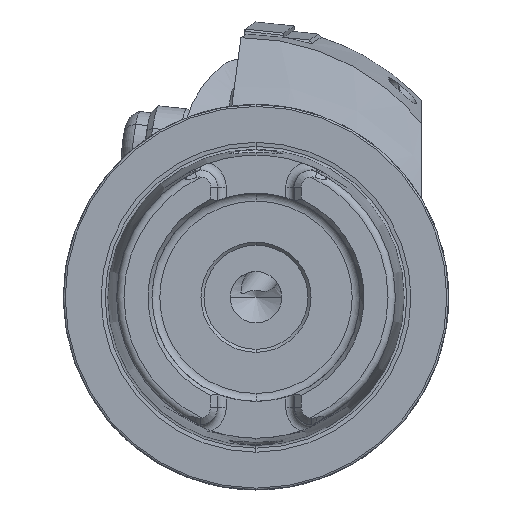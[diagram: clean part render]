
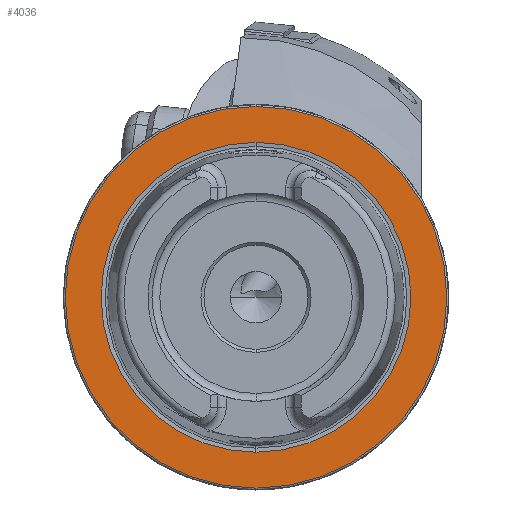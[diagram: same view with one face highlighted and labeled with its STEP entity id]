
A CAD part, left-side view. The second image highlights one B-rep face of the part: STEP entity #4036.
In plain terms, the highlighted planar face has unit normal (-1, 0, 0).
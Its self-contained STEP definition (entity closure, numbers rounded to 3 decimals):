
#417 = CARTESIAN_POINT ( 'NONE',  ( 0., 0., -25.324 ) ) ;
#679 = DIRECTION ( 'NONE',  ( 0., 0., 1. ) ) ;
#731 = AXIS2_PLACEMENT_3D ( 'NONE', #8267, #15252, #14057 ) ;
#2543 = FACE_OUTER_BOUND ( 'NONE', #16887, .T. ) ;
#2835 = AXIS2_PLACEMENT_3D ( 'NONE', #10276, #11567, #14295 ) ;
#3182 = DIRECTION ( 'NONE',  ( 1., 0., 0. ) ) ;
#3250 = ORIENTED_EDGE ( 'NONE', *, *, #13776, .T. ) ;
#4036 = ADVANCED_FACE ( 'NONE', ( #4999, #2543 ), #14490, .F. ) ;
#4188 = VERTEX_POINT ( 'NONE', #9196 ) ;
#4612 = CIRCLE ( 'NONE', #731, 25.324 ) ;
#4999 = FACE_BOUND ( 'NONE', #6688, .T. ) ;
#6333 = VERTEX_POINT ( 'NONE', #417 ) ;
#6688 = EDGE_LOOP ( 'NONE', ( #17517, #13850 ) ) ;
#7181 = AXIS2_PLACEMENT_3D ( 'NONE', #7657, #3182, #7488 ) ;
#7277 = VERTEX_POINT ( 'NONE', #13018 ) ;
#7389 = EDGE_CURVE ( 'NONE', #6333, #8853, #16492, .T. ) ;
#7488 = DIRECTION ( 'NONE',  ( 0., 0., -1. ) ) ;
#7657 = CARTESIAN_POINT ( 'NONE',  ( 0., 31.2, 0. ) ) ;
#7816 = DIRECTION ( 'NONE',  ( -1., 0., 0. ) ) ;
#7990 = CARTESIAN_POINT ( 'NONE',  ( 0., 0., 0. ) ) ;
#8267 = CARTESIAN_POINT ( 'NONE',  ( 0., 0., 0. ) ) ;
#8853 = VERTEX_POINT ( 'NONE', #9703 ) ;
#9178 = CARTESIAN_POINT ( 'NONE',  ( 0., 0., 0. ) ) ;
#9196 = CARTESIAN_POINT ( 'NONE',  ( 0., 0., -31.2 ) ) ;
#9703 = CARTESIAN_POINT ( 'NONE',  ( 0., 0., 25.324 ) ) ;
#10276 = CARTESIAN_POINT ( 'NONE',  ( 0., 0., 0. ) ) ;
#10435 = AXIS2_PLACEMENT_3D ( 'NONE', #7990, #15110, #10765 ) ;
#10529 = EDGE_CURVE ( 'NONE', #8853, #6333, #4612, .T. ) ;
#10747 = ORIENTED_EDGE ( 'NONE', *, *, #16320, .T. ) ;
#10765 = DIRECTION ( 'NONE',  ( 0., 0., 1. ) ) ;
#11567 = DIRECTION ( 'NONE',  ( -1., 0., 0. ) ) ;
#13018 = CARTESIAN_POINT ( 'NONE',  ( 0., 0., 31.2 ) ) ;
#13279 = CIRCLE ( 'NONE', #2835, 31.2 ) ;
#13776 = EDGE_CURVE ( 'NONE', #4188, #7277, #16255, .T. ) ;
#13850 = ORIENTED_EDGE ( 'NONE', *, *, #7389, .F. ) ;
#14057 = DIRECTION ( 'NONE',  ( 0., 0., 1. ) ) ;
#14295 = DIRECTION ( 'NONE',  ( 0., 0., 1. ) ) ;
#14490 = PLANE ( 'NONE',  #7181 ) ;
#15110 = DIRECTION ( 'NONE',  ( -1., 0., 0. ) ) ;
#15252 = DIRECTION ( 'NONE',  ( -1., 0., 0. ) ) ;
#16255 = CIRCLE ( 'NONE', #10435, 31.2 ) ;
#16320 = EDGE_CURVE ( 'NONE', #7277, #4188, #13279, .T. ) ;
#16492 = CIRCLE ( 'NONE', #17643, 25.324 ) ;
#16887 = EDGE_LOOP ( 'NONE', ( #10747, #3250 ) ) ;
#17517 = ORIENTED_EDGE ( 'NONE', *, *, #10529, .F. ) ;
#17643 = AXIS2_PLACEMENT_3D ( 'NONE', #9178, #7816, #679 ) ;
